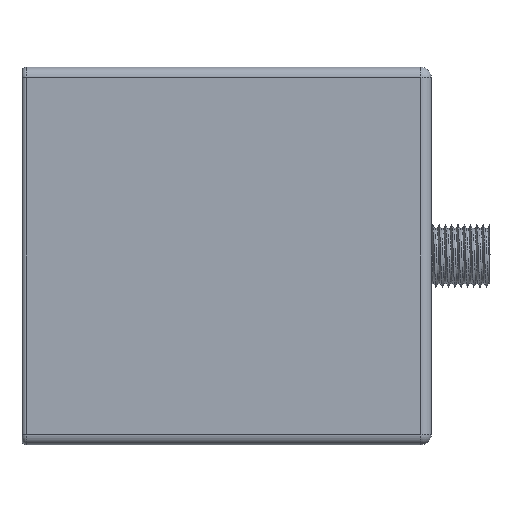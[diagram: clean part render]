
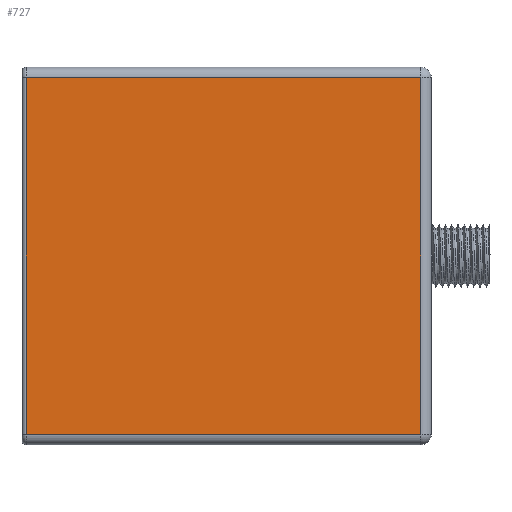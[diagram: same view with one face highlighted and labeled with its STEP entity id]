
A CAD part, left-side view. The second image highlights one B-rep face of the part: STEP entity #727.
In plain terms, the highlighted planar face has unit normal (-1, 0, 0).
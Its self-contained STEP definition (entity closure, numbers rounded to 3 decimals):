
#28=PLANE('',#807);
#62=FACE_OUTER_BOUND('',#110,.T.);
#110=EDGE_LOOP('',(#542,#543,#544,#545));
#211=LINE('',#1783,#260);
#216=LINE('',#1793,#265);
#217=LINE('',#1797,#266);
#218=LINE('',#1798,#267);
#260=VECTOR('',#935,10.);
#265=VECTOR('',#944,10.);
#266=VECTOR('',#949,10.);
#267=VECTOR('',#950,10.);
#314=VERTEX_POINT('',#1738);
#329=VERTEX_POINT('',#1778);
#332=VERTEX_POINT('',#1792);
#333=VERTEX_POINT('',#1796);
#408=EDGE_CURVE('',#314,#329,#211,.T.);
#413=EDGE_CURVE('',#329,#332,#216,.T.);
#415=EDGE_CURVE('',#333,#314,#217,.T.);
#416=EDGE_CURVE('',#332,#333,#218,.T.);
#542=ORIENTED_EDGE('',*,*,#408,.F.);
#543=ORIENTED_EDGE('',*,*,#415,.F.);
#544=ORIENTED_EDGE('',*,*,#416,.F.);
#545=ORIENTED_EDGE('',*,*,#413,.F.);
#727=ADVANCED_FACE('',(#62),#28,.F.);
#807=AXIS2_PLACEMENT_3D('',#1795,#947,#948);
#935=DIRECTION('',(0.,0.,1.));
#944=DIRECTION('',(0.,-1.,0.));
#947=DIRECTION('center_axis',(1.,0.,0.));
#948=DIRECTION('ref_axis',(0.,0.,-1.));
#949=DIRECTION('',(0.,1.,0.));
#950=DIRECTION('',(0.,0.,-1.));
#1738=CARTESIAN_POINT('',(50.,216.5,-22.5));
#1778=CARTESIAN_POINT('',(50.,216.5,62.5));
#1783=CARTESIAN_POINT('',(50.,216.5,1.25));
#1792=CARTESIAN_POINT('',(50.,122.5,62.5));
#1793=CARTESIAN_POINT('',(50.,195.,62.5));
#1795=CARTESIAN_POINT('Origin',(50.,170.,20.));
#1796=CARTESIAN_POINT('',(50.,122.5,-22.5));
#1797=CARTESIAN_POINT('',(50.,145.,-22.5));
#1798=CARTESIAN_POINT('',(50.,122.5,40.));
